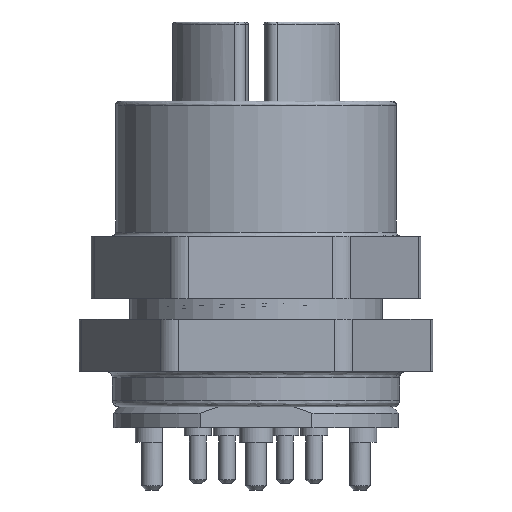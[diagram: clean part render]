
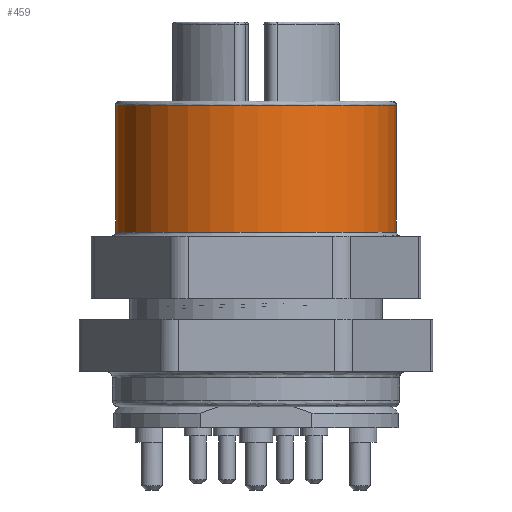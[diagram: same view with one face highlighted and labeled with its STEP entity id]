
A CAD part, front view. The second image highlights one B-rep face of the part: STEP entity #459.
In plain terms, the highlighted cylindrical face has radius 6.75 mm (diameter 13.5 mm), a partial arc.
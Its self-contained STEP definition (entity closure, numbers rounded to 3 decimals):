
#459 = ADVANCED_FACE ( 'NONE', ( #16285 ), #8904, .T. ) ;
#1709 = DIRECTION ( 'NONE',  ( 0., 0., 1. ) ) ;
#2747 = CARTESIAN_POINT ( 'NONE',  ( -42.696, 17.351, -0.35 ) ) ;
#2756 = VECTOR ( 'NONE', #16685, 1000. ) ;
#2793 = VERTEX_POINT ( 'NONE', #16519 ) ;
#3443 = ORIENTED_EDGE ( 'NONE', *, *, #32979, .T. ) ;
#3848 = DIRECTION ( 'NONE',  ( 0., 0., 1. ) ) ;
#6615 = CARTESIAN_POINT ( 'NONE',  ( -35.949, 17.554, -0.55 ) ) ;
#7176 = VERTEX_POINT ( 'NONE', #2747 ) ;
#8441 = VERTEX_POINT ( 'NONE', #27306 ) ;
#8497 = DIRECTION ( 'NONE',  ( 0., 0., 1. ) ) ;
#8904 = CYLINDRICAL_SURFACE ( 'NONE', #30904, 6.75 ) ;
#9034 = DIRECTION ( 'NONE',  ( 1., 0., 0. ) ) ;
#9748 = CARTESIAN_POINT ( 'NONE',  ( -35.949, 17.554, 5.75 ) ) ;
#9873 = VECTOR ( 'NONE', #3848, 1000. ) ;
#10768 = VERTEX_POINT ( 'NONE', #20926 ) ;
#10989 = DIRECTION ( 'NONE',  ( 0., 0., 1. ) ) ;
#12124 = ORIENTED_EDGE ( 'NONE', *, *, #18681, .F. ) ;
#12375 = DIRECTION ( 'NONE',  ( 1., 0.03, 0. ) ) ;
#13219 = CARTESIAN_POINT ( 'NONE',  ( -29.199, 17.554, 5.75 ) ) ;
#13661 = LINE ( 'NONE', #22639, #9873 ) ;
#13893 = VERTEX_POINT ( 'NONE', #33596 ) ;
#14213 = AXIS2_PLACEMENT_3D ( 'NONE', #17525, #1709, #20343 ) ;
#16285 = FACE_OUTER_BOUND ( 'NONE', #19481, .T. ) ;
#16519 = CARTESIAN_POINT ( 'NONE',  ( -42.696, 17.351, 5.75 ) ) ;
#16685 = DIRECTION ( 'NONE',  ( 0., 0., 1. ) ) ;
#16765 = VERTEX_POINT ( 'NONE', #13219 ) ;
#17075 = CARTESIAN_POINT ( 'NONE',  ( -35.949, 17.554, 5.75 ) ) ;
#17216 = DIRECTION ( 'NONE',  ( 0., 0., 1. ) ) ;
#17525 = CARTESIAN_POINT ( 'NONE',  ( -35.949, 17.554, -0.35 ) ) ;
#18681 = EDGE_CURVE ( 'NONE', #8441, #2793, #25527, .T. ) ;
#18731 = DIRECTION ( 'NONE',  ( 1., 0.03, 0. ) ) ;
#19112 = AXIS2_PLACEMENT_3D ( 'NONE', #27384, #10989, #30208 ) ;
#19481 = EDGE_LOOP ( 'NONE', ( #27857, #32797, #3443, #20218, #26717, #12124 ) ) ;
#20218 = ORIENTED_EDGE ( 'NONE', *, *, #25954, .T. ) ;
#20343 = DIRECTION ( 'NONE',  ( 1., 0., 0. ) ) ;
#20926 = CARTESIAN_POINT ( 'NONE',  ( -29.199, 17.554, -0.35 ) ) ;
#22544 = EDGE_CURVE ( 'NONE', #2793, #16765, #25087, .T. ) ;
#22639 = CARTESIAN_POINT ( 'NONE',  ( -42.699, 17.554, -0.55 ) ) ;
#23172 = CIRCLE ( 'NONE', #19112, 6.75 ) ;
#23578 = CIRCLE ( 'NONE', #14213, 6.75 ) ;
#23606 = EDGE_CURVE ( 'NONE', #13893, #7176, #23172, .T. ) ;
#25005 = CARTESIAN_POINT ( 'NONE',  ( -29.199, 17.554, -0.55 ) ) ;
#25087 = CIRCLE ( 'NONE', #29070, 6.75 ) ;
#25527 = CIRCLE ( 'NONE', #29732, 6.75 ) ;
#25954 = EDGE_CURVE ( 'NONE', #10768, #16765, #34500, .T. ) ;
#26717 = ORIENTED_EDGE ( 'NONE', *, *, #22544, .F. ) ;
#26790 = EDGE_CURVE ( 'NONE', #13893, #8441, #13661, .T. ) ;
#27306 = CARTESIAN_POINT ( 'NONE',  ( -42.699, 17.554, 5.75 ) ) ;
#27384 = CARTESIAN_POINT ( 'NONE',  ( -35.949, 17.554, -0.35 ) ) ;
#27857 = ORIENTED_EDGE ( 'NONE', *, *, #26790, .F. ) ;
#28927 = DIRECTION ( 'NONE',  ( 0., 0., 1. ) ) ;
#29070 = AXIS2_PLACEMENT_3D ( 'NONE', #9748, #28927, #12375 ) ;
#29732 = AXIS2_PLACEMENT_3D ( 'NONE', #17075, #17216, #18731 ) ;
#30208 = DIRECTION ( 'NONE',  ( 1., 0., 0. ) ) ;
#30904 = AXIS2_PLACEMENT_3D ( 'NONE', #6615, #8497, #9034 ) ;
#32797 = ORIENTED_EDGE ( 'NONE', *, *, #23606, .T. ) ;
#32979 = EDGE_CURVE ( 'NONE', #7176, #10768, #23578, .T. ) ;
#33596 = CARTESIAN_POINT ( 'NONE',  ( -42.699, 17.554, -0.35 ) ) ;
#34500 = LINE ( 'NONE', #25005, #2756 ) ;
